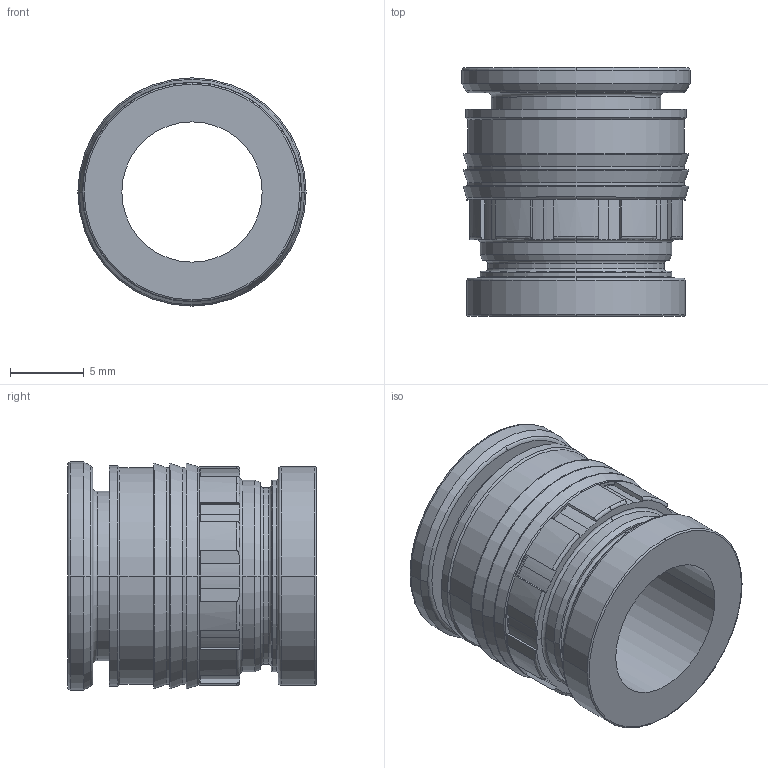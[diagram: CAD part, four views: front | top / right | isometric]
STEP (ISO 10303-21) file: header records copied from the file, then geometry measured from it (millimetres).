
FILE_DESCRIPTION(('STEP AP214'),'1');
FILE_NAME('6300_60_00.stp','2016-07-07T14:17:48',('TraceParts'),('TraceParts S.A.'),'Spatial InterOp 3D',' ',' ');
FILE_SCHEMA(('automotive_design'));
Length unit declared in the file: millimetre
Products named in the file (1): 1
Bounding box: 15.5 x 16.89 x 15.5 mm (x, y, z)
Volume: 1532.7 mm3; surface area: 1795.1 mm2
Topology: 1 solids, 1 shells, 144 faces, 388 edges, 254 vertices
Faces by surface type: cylinder 50, plane 44, torus 34, cone 16
Entity records: 5007 total; most frequent: CARTESIAN_POINT 1263, DIRECTION 854, ORIENTED_EDGE 776, EDGE_CURVE 388, AXIS2_PLACEMENT_3D 365, VERTEX_POINT 254, CIRCLE 220, EDGE_LOOP 154
